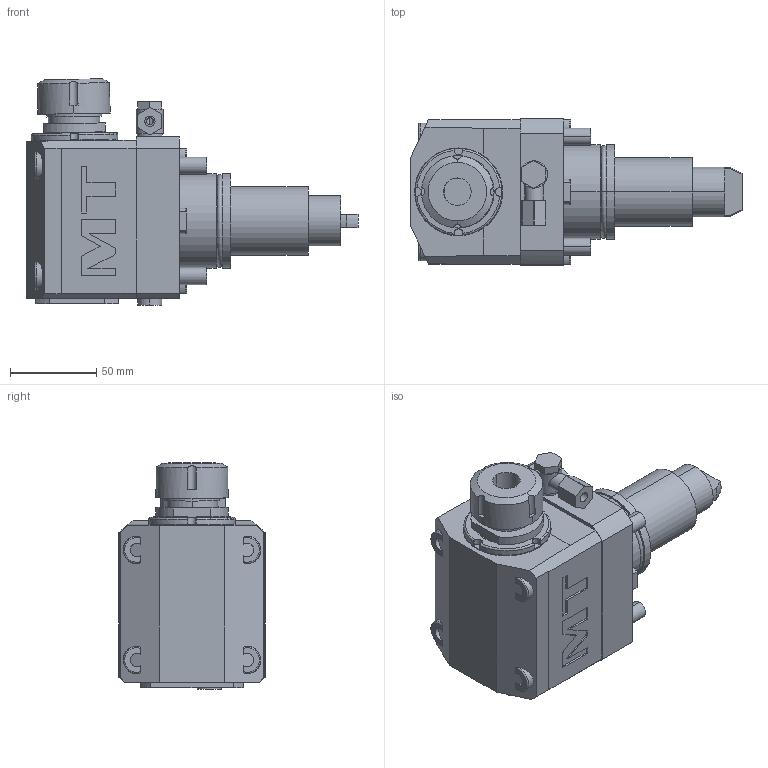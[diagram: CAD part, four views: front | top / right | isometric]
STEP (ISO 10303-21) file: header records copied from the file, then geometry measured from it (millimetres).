
FILE_DESCRIPTION((''),'2;1');
FILE_NAME('0319125_CONF','2023-04-08T07:53:23',('gvalli'),('M.T. srl'),'CREO PARAMETRIC BY PTC INC, 2021072','CREO PARAMETRIC BY PTC INC, 2021072','');
FILE_SCHEMA(('CONFIG_CONTROL_DESIGN'));
Length unit declared in the file: millimetre
Products named in the file (1): 0319125_CONF
Bounding box: 193 x 85 x 131.64 mm (x, y, z)
Volume: 873869.4 mm3; surface area: 74292 mm2
Topology: 1 solids, 1 shells, 317 faces, 789 edges, 516 vertices
Faces by surface type: plane 176, cylinder 102, cone 19, torus 16, extrusion 4
Entity records: 10313 total; most frequent: CARTESIAN_POINT 2585, DIRECTION 1620, ORIENTED_EDGE 1578, EDGE_CURVE 789, AXIS2_PLACEMENT_3D 586, VERTEX_POINT 516, VECTOR 448, LINE 444
